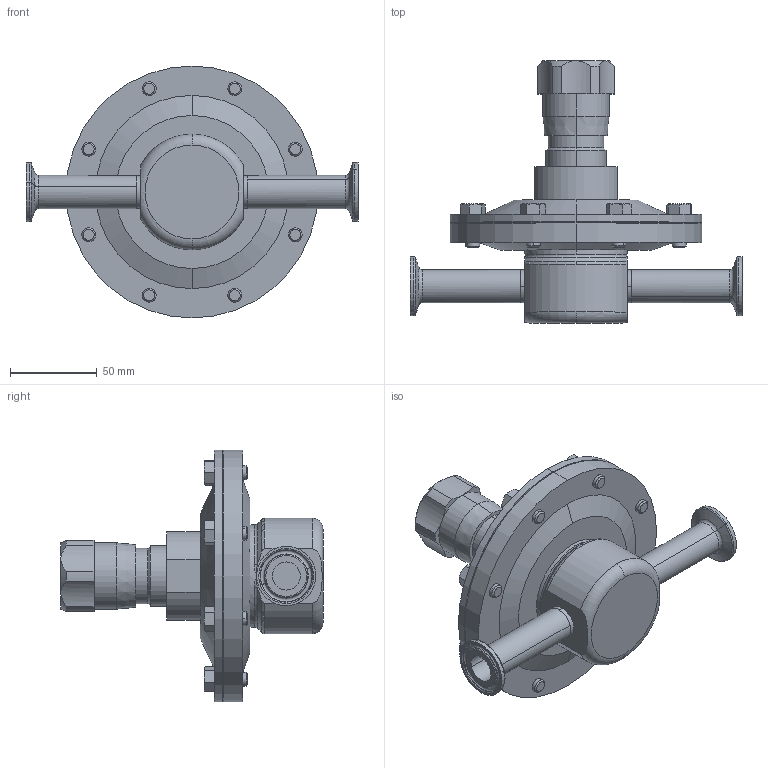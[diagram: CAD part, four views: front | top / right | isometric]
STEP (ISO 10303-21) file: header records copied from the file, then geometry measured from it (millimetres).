
FILE_DESCRIPTION (( 'STEP AP203' ), '1' );
FILE_NAME ('JSRLFLP-050-DA.STEP', '2017-06-27T15:07:15', ( '' ), ( '' ), 'SwSTEP 2.0', 'SolidWorks 2014', '' );
FILE_SCHEMA (( 'CONFIG_CONTROL_DESIGN' ));
Length unit declared in the file: inch
Products named in the file (2): JSRLFLP-050-DA
Bounding box: 190.83 x 150.75 x 144.78 mm (x, y, z)
Volume: 609388 mm3; surface area: 116152 mm2
Topology: 1 solids, 1 shells, 361 faces, 802 edges, 483 vertices
Faces by surface type: cone 138, plane 104, cylinder 87, torus 28, bspline 4
Entity records: 10830 total; most frequent: CARTESIAN_POINT 2652, DIRECTION 1769, ORIENTED_EDGE 1596, EDGE_CURVE 798, AXIS2_PLACEMENT_3D 748, VERTEX_POINT 483, EDGE_LOOP 419, CIRCLE 389
